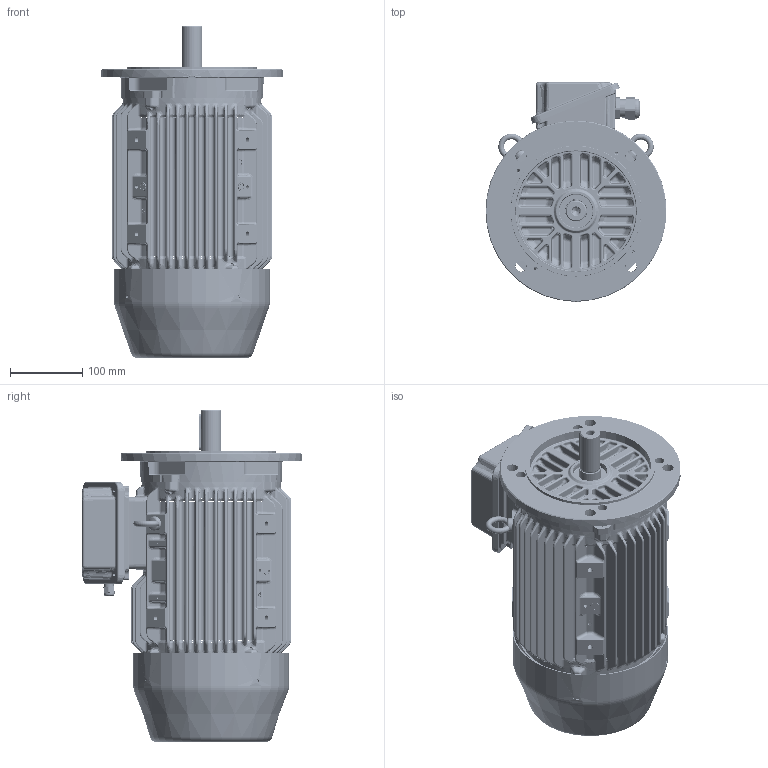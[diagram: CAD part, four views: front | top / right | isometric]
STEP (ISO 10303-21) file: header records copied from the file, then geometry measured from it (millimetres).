
FILE_DESCRIPTION(/* description */ (''),/* implementation_level */ '2;1');
FILE_NAME(/* name */ '6521589xx.stp',/* time_stamp */ '2020-12-02T06:15:42+03:00',/* author */ (''),/* organization */ (''),/* preprocessor_version */ 'ST-DEVELOPER v16',/* originating_system */ 'SIEMENS PLM Software NX 11.0',/* authorisation */ '');
FILE_SCHEMA (('AUTOMOTIVE_DESIGN { 1 0 10303 214 3 1 1 1 }'));
Products named in the file (1): 260037F440EAov92
Bounding box: 250 x 302.89 x 458.5 mm (x, y, z)
Surface area: 821515 mm2 (no closed solid volume)
Topology: 0 solids, 38 shells, 4334 faces, 13069 edges, 8345 vertices
Faces by surface type: bspline 1501, cylinder 1259, plane 823, torus 309, cone 280, sphere 154, extrusion 8
Full cylindrical faces by diameter (mm): 2.5 x2, 3.3 x2, 3.5 x1, 4.5 x7, 5 x10, 6.8 x6, 7 x2, 8 x1, 10 x4, 10.5 x1, 12 x2, 13 x4, 13.2 x1, 15 x1, 17.2 x2, 20 x2, 25.25 x2, 27.4 x1, 27.7 x2, 28 x1, 30 x1, 40 x1, 47 x1, 180 x1, 212 x1, 215 x1, 250 x1
Entity records: 189363 total; most frequent: CARTESIAN_POINT 78691, ORIENTED_EDGE 21320, DIRECTION 19838, EDGE_CURVE 12680, VERTEX_POINT 8303, AXIS2_PLACEMENT_3D 8002, EDGE_LOOP 4767, CIRCLE 4657
